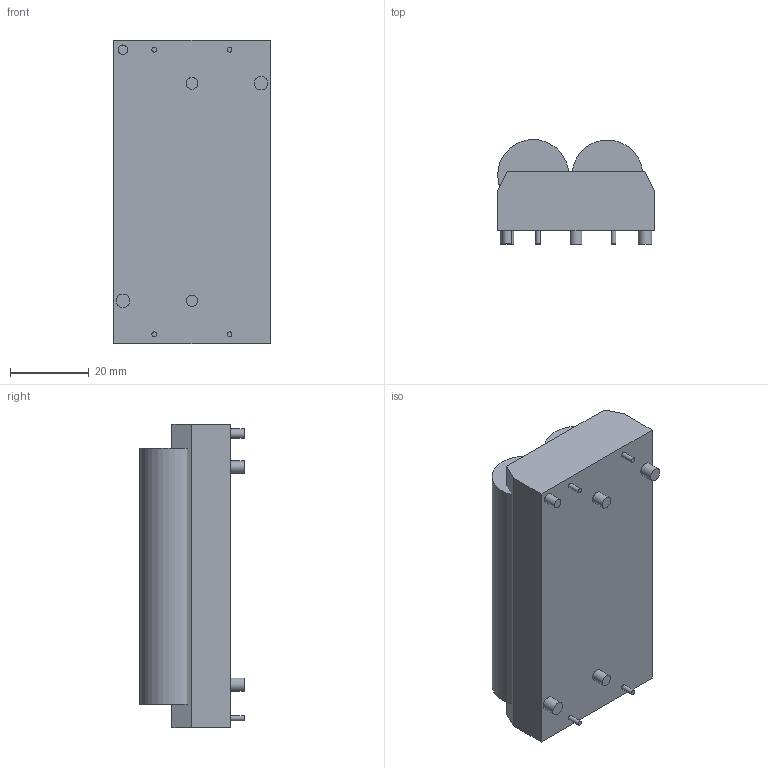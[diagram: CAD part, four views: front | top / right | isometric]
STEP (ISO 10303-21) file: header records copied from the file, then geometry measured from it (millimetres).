
FILE_DESCRIPTION(('FreeCAD Model'),'2;1');
FILE_NAME('BAT_HOLDER_2X.step','2019-09-14T10:34:34',('Author'),(''), 'Open CASCADE STEP processor 7.3','FreeCAD','Unknown');
FILE_SCHEMA(('AUTOMOTIVE_DESIGN { 1 0 10303 214 1 1 1 1 }'));
Length unit declared in the file: millimetre
Products named in the file (4): Part; PadBody; Body; Body001
Assembly tree (3 placements, depth 2):
  Part
    PadBody
    Body
    Body001
Bounding box: 39.78 x 26.5 x 77.06 mm (x, y, z)
Volume: 57188 mm3; surface area: 19859.8 mm2
Topology: 3 solids, 3 shells, 37 faces, 63 edges, 42 vertices
Faces by surface type: plane 26, cylinder 11
Full cylindrical faces by diameter (mm): 1.2 x4, 2.4 x1, 2.908 x1, 3 x1, 3.4 x2, 18 x2
Entity records: 1817 total; most frequent: CARTESIAN_POINT 326, DIRECTION 284, LINE 145, VECTOR 145, ORIENTED_EDGE 126, PCURVE 126, DEFINITIONAL_REPRESENTATION 126, AXIS2_PLACEMENT_3D 63
